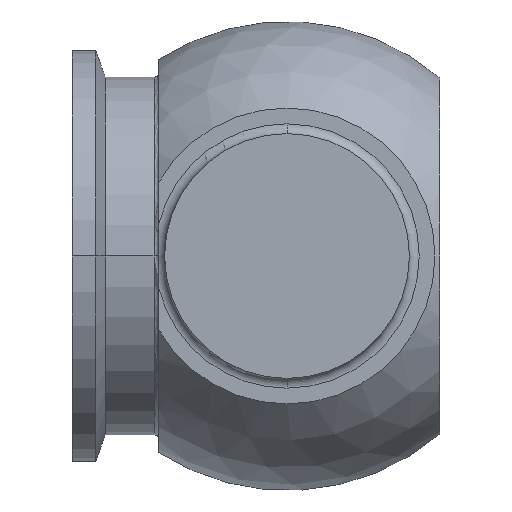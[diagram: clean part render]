
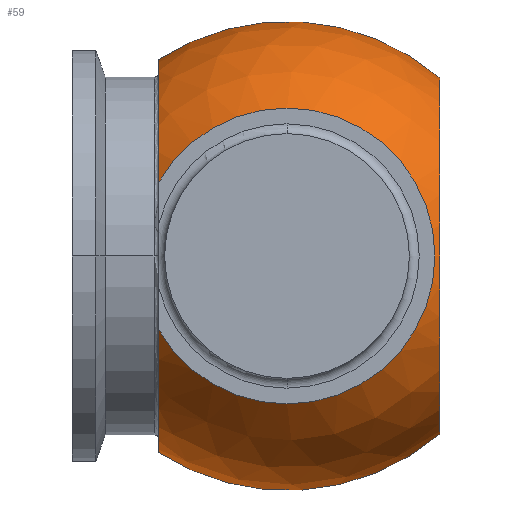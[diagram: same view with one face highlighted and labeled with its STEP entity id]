
A CAD part, left-side view. The second image highlights one B-rep face of the part: STEP entity #59.
In plain terms, the highlighted spherical face has radius 36.5 mm.
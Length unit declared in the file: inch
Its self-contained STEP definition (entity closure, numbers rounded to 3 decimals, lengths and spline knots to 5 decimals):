
#59 = ADVANCED_FACE ( 'NONE', ( #678 ), #181, .T. ) ;
#63 = VERTEX_POINT ( 'NONE', #757 ) ;
#69 = VERTEX_POINT ( 'NONE', #761 ) ;
#108 = DIRECTION ( 'NONE',  ( 0., 1., 0. ) ) ;
#124 = CIRCLE ( 'NONE', #176, 1.20364 ) ;
#151 = ORIENTED_EDGE ( 'NONE', *, *, #845, .F. ) ;
#171 = AXIS2_PLACEMENT_3D ( 'NONE', #877, #437, #929 ) ;
#172 = CARTESIAN_POINT ( 'NONE',  ( 0., 0.785, -1.20364 ) ) ;
#174 = DIRECTION ( 'NONE',  ( 0., 1., 0. ) ) ;
#175 = CARTESIAN_POINT ( 'NONE',  ( -1.115, 0.785, -0.45334 ) ) ;
#176 = AXIS2_PLACEMENT_3D ( 'NONE', #590, #108, #665 ) ;
#178 = ORIENTED_EDGE ( 'NONE', *, *, #907, .T. ) ;
#180 = ORIENTED_EDGE ( 'NONE', *, *, #866, .T. ) ;
#181 = SPHERICAL_SURFACE ( 'NONE', #625, 1.437 ) ;
#190 = AXIS2_PLACEMENT_3D ( 'NONE', #355, #873, #431 ) ;
#192 = ORIENTED_EDGE ( 'NONE', *, *, #909, .F. ) ;
#193 = AXIS2_PLACEMENT_3D ( 'NONE', #657, #174, #738 ) ;
#209 = ORIENTED_EDGE ( 'NONE', *, *, #919, .F. ) ;
#213 = ORIENTED_EDGE ( 'NONE', *, *, #920, .F. ) ;
#229 = AXIS2_PLACEMENT_3D ( 'NONE', #795, #345, #865 ) ;
#254 = AXIS2_PLACEMENT_3D ( 'NONE', #466, #697, #610 ) ;
#258 = CIRCLE ( 'NONE', #190, 1.20364 ) ;
#259 = VERTEX_POINT ( 'NONE', #172 ) ;
#276 = VERTEX_POINT ( 'NONE', #175 ) ;
#283 = CIRCLE ( 'NONE', #193, 1.09121 ) ;
#311 = CIRCLE ( 'NONE', #171, 0.9065 ) ;
#345 = DIRECTION ( 'NONE',  ( -1., 0., 0. ) ) ;
#355 = CARTESIAN_POINT ( 'NONE',  ( 0., 0.785, 0. ) ) ;
#431 = DIRECTION ( 'NONE',  ( -1., 0., 0. ) ) ;
#437 = DIRECTION ( 'NONE',  ( -1., 0., 0. ) ) ;
#466 = CARTESIAN_POINT ( 'NONE',  ( 0., 0., 0. ) ) ;
#500 = CIRCLE ( 'NONE', #229, 1.437 ) ;
#590 = CARTESIAN_POINT ( 'NONE',  ( 0., 0.785, 0. ) ) ;
#599 = CARTESIAN_POINT ( 'NONE',  ( -1.115, 0.785, 0.45334 ) ) ;
#610 = DIRECTION ( 'NONE',  ( 0., 0., -1. ) ) ;
#625 = AXIS2_PLACEMENT_3D ( 'NONE', #862, #867, #815 ) ;
#644 = VERTEX_POINT ( 'NONE', #652 ) ;
#648 = EDGE_LOOP ( 'NONE', ( #151, #178, #180, #192, #209, #213 ) ) ;
#652 = CARTESIAN_POINT ( 'NONE',  ( 0., -0.935, 1.09121 ) ) ;
#657 = CARTESIAN_POINT ( 'NONE',  ( 0., -0.935, 0. ) ) ;
#665 = DIRECTION ( 'NONE',  ( -1., 0., 0. ) ) ;
#675 = VERTEX_POINT ( 'NONE', #599 ) ;
#678 = FACE_OUTER_BOUND ( 'NONE', #648, .T. ) ;
#697 = DIRECTION ( 'NONE',  ( 1., 0., 0. ) ) ;
#738 = DIRECTION ( 'NONE',  ( -1., 0., 0. ) ) ;
#757 = CARTESIAN_POINT ( 'NONE',  ( 0., -0.935, -1.09121 ) ) ;
#761 = CARTESIAN_POINT ( 'NONE',  ( 0., 0.785, 1.20364 ) ) ;
#795 = CARTESIAN_POINT ( 'NONE',  ( 0., 0., 0. ) ) ;
#815 = DIRECTION ( 'NONE',  ( 0., 0., 1. ) ) ;
#845 = EDGE_CURVE ( 'NONE', #63, #259, #874, .T. ) ;
#862 = CARTESIAN_POINT ( 'NONE',  ( 0., 0., 0. ) ) ;
#865 = DIRECTION ( 'NONE',  ( 0., 0., 1. ) ) ;
#866 = EDGE_CURVE ( 'NONE', #644, #69, #500, .T. ) ;
#867 = DIRECTION ( 'NONE',  ( 1., 0., 0. ) ) ;
#873 = DIRECTION ( 'NONE',  ( 0., 1., 0. ) ) ;
#874 = CIRCLE ( 'NONE', #254, 1.437 ) ;
#877 = CARTESIAN_POINT ( 'NONE',  ( -1.115, 0., 0. ) ) ;
#907 = EDGE_CURVE ( 'NONE', #63, #644, #283, .T. ) ;
#909 = EDGE_CURVE ( 'NONE', #675, #69, #258, .T. ) ;
#919 = EDGE_CURVE ( 'NONE', #276, #675, #311, .T. ) ;
#920 = EDGE_CURVE ( 'NONE', #259, #276, #124, .T. ) ;
#929 = DIRECTION ( 'NONE',  ( 0., 0., 1. ) ) ;
